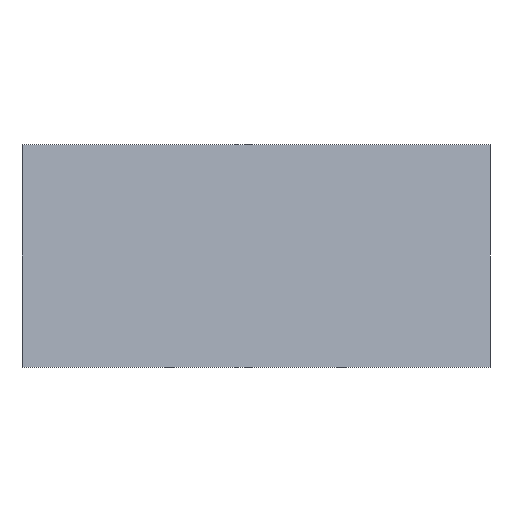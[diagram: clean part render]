
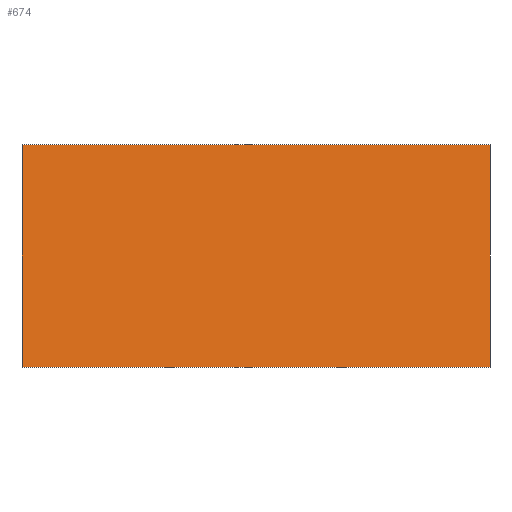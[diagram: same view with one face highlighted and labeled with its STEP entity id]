
A CAD part, front view. The second image highlights one B-rep face of the part: STEP entity #674.
In plain terms, the highlighted planar face has unit normal (0, -0.99, 0.143).
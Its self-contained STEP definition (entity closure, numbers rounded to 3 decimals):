
#34 = VERTEX_POINT ( 'NONE', #260 ) ;
#39 = LINE ( 'NONE', #2074, #538 ) ;
#168 = CARTESIAN_POINT ( 'NONE',  ( 215.66, -18., -101.36 ) ) ;
#205 = ORIENTED_EDGE ( 'NONE', *, *, #2082, .F. ) ;
#260 = CARTESIAN_POINT ( 'NONE',  ( -2.3, -3., 2.3 ) ) ;
#276 = EDGE_CURVE ( 'NONE', #34, #1103, #2317, .T. ) ;
#494 = VECTOR ( 'NONE', #2158, 1000. ) ;
#506 = FACE_OUTER_BOUND ( 'NONE', #1774, .T. ) ;
#530 = LINE ( 'NONE', #1439, #494 ) ;
#532 = VECTOR ( 'NONE', #1419, 1000. ) ;
#538 = VECTOR ( 'NONE', #1171, 1000. ) ;
#572 = EDGE_CURVE ( 'NONE', #2266, #1103, #1575, .T. ) ;
#589 = EDGE_CURVE ( 'NONE', #1219, #34, #530, .T. ) ;
#674 = ADVANCED_FACE ( 'NONE', ( #506 ), #1767, .T. ) ;
#686 = AXIS2_PLACEMENT_3D ( 'NONE', #1390, #1226, #711 ) ;
#702 = CARTESIAN_POINT ( 'NONE',  ( -2.3, -3., 2.3 ) ) ;
#711 = DIRECTION ( 'NONE',  ( 0., -0.143, -0.99 ) ) ;
#898 = DIRECTION ( 'NONE',  ( 0., 0.143, 0.99 ) ) ;
#1103 = VERTEX_POINT ( 'NONE', #2157 ) ;
#1171 = DIRECTION ( 'NONE',  ( -1., 0., 0. ) ) ;
#1219 = VERTEX_POINT ( 'NONE', #1337 ) ;
#1226 = DIRECTION ( 'NONE',  ( 0., -0.99, 0.143 ) ) ;
#1239 = ORIENTED_EDGE ( 'NONE', *, *, #276, .F. ) ;
#1337 = CARTESIAN_POINT ( 'NONE',  ( -2.3, -18., -101.36 ) ) ;
#1390 = CARTESIAN_POINT ( 'NONE',  ( 320.4, -18., -101.36 ) ) ;
#1411 = CARTESIAN_POINT ( 'NONE',  ( 215.66, -18., -101.36 ) ) ;
#1419 = DIRECTION ( 'NONE',  ( 1., 0., 0. ) ) ;
#1439 = CARTESIAN_POINT ( 'NONE',  ( -2.3, -18., -101.36 ) ) ;
#1575 = LINE ( 'NONE', #168, #1931 ) ;
#1767 = PLANE ( 'NONE',  #686 ) ;
#1774 = EDGE_LOOP ( 'NONE', ( #205, #1805, #1239, #2275 ) ) ;
#1805 = ORIENTED_EDGE ( 'NONE', *, *, #572, .T. ) ;
#1931 = VECTOR ( 'NONE', #898, 1000. ) ;
#2074 = CARTESIAN_POINT ( 'NONE',  ( 320.4, -18., -101.36 ) ) ;
#2082 = EDGE_CURVE ( 'NONE', #2266, #1219, #39, .T. ) ;
#2157 = CARTESIAN_POINT ( 'NONE',  ( 215.66, -3., 2.3 ) ) ;
#2158 = DIRECTION ( 'NONE',  ( 0., 0.143, 0.99 ) ) ;
#2266 = VERTEX_POINT ( 'NONE', #1411 ) ;
#2275 = ORIENTED_EDGE ( 'NONE', *, *, #589, .F. ) ;
#2317 = LINE ( 'NONE', #702, #532 ) ;
